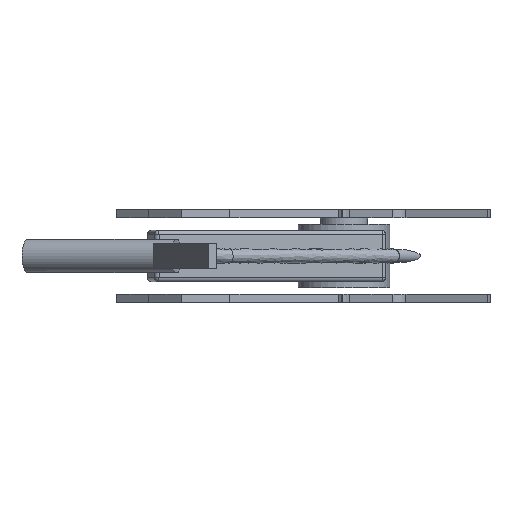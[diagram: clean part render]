
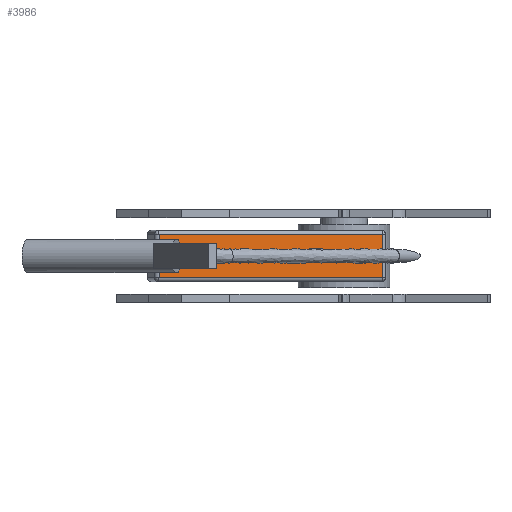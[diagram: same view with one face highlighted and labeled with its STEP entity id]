
A CAD part, left-side view. The second image highlights one B-rep face of the part: STEP entity #3986.
In plain terms, the highlighted planar face has unit normal (-0.985, -0.174, 0).
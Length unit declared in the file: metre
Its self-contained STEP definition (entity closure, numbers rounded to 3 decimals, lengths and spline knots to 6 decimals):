
#636=ORIENTED_EDGE('',*,*,#1582,.T.);
#637=ORIENTED_EDGE('',*,*,#1583,.T.);
#638=ORIENTED_EDGE('',*,*,#1584,.T.);
#639=ORIENTED_EDGE('',*,*,#1585,.T.);
#1582=EDGE_CURVE('',#2087,#2088,#2524,.T.);
#1583=EDGE_CURVE('',#2088,#2089,#2525,.F.);
#1584=EDGE_CURVE('',#2089,#2090,#2526,.F.);
#1585=EDGE_CURVE('',#2090,#2087,#2527,.T.);
#2087=VERTEX_POINT('',#6167);
#2088=VERTEX_POINT('',#6168);
#2089=VERTEX_POINT('',#6170);
#2090=VERTEX_POINT('',#6172);
#2524=LINE('',#6166,#2958);
#2525=LINE('',#6169,#2959);
#2526=LINE('',#6171,#2960);
#2527=LINE('',#6173,#2961);
#2958=VECTOR('',#4991,1.);
#2959=VECTOR('',#4992,1.);
#2960=VECTOR('',#4993,1.);
#2961=VECTOR('',#4994,1.);
#3267=EDGE_LOOP('',(#636,#637,#638,#639));
#3545=FACE_BOUND('',#3267,.T.);
#3822=PLANE('',#4379);
#3986=ADVANCED_FACE('',(#3545),#3822,.F.);
#4379=AXIS2_PLACEMENT_3D('',#6165,#4989,#4990);
#4989=DIRECTION('',(0.985,0.174,0.));
#4990=DIRECTION('',(0.174,-0.985,0.));
#4991=DIRECTION('',(0.174,-0.985,0.));
#4992=DIRECTION('',(0.,0.,-1.));
#4993=DIRECTION('',(0.174,-0.985,0.));
#4994=DIRECTION('',(0.,0.,-1.));
#6165=CARTESIAN_POINT('',(-0.318734,-0.010419,0.040323));
#6166=CARTESIAN_POINT('',(-0.318734,-0.010419,-0.034323));
#6167=CARTESIAN_POINT('',(-0.349817,0.165862,-0.034323));
#6168=CARTESIAN_POINT('',(-0.287651,-0.186699,-0.034323));
#6169=CARTESIAN_POINT('',(-0.287651,-0.186699,0.040323));
#6170=CARTESIAN_POINT('',(-0.287651,-0.186699,0.034323));
#6171=CARTESIAN_POINT('',(-0.350859,0.171771,0.034323));
#6172=CARTESIAN_POINT('',(-0.349817,0.165862,0.034323));
#6173=CARTESIAN_POINT('',(-0.349817,0.165862,-0.040323));
